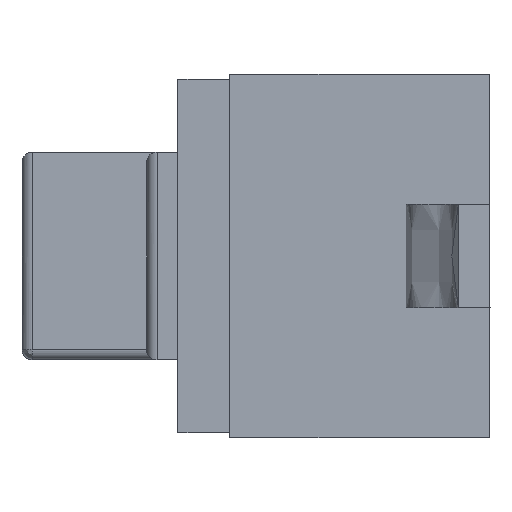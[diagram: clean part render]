
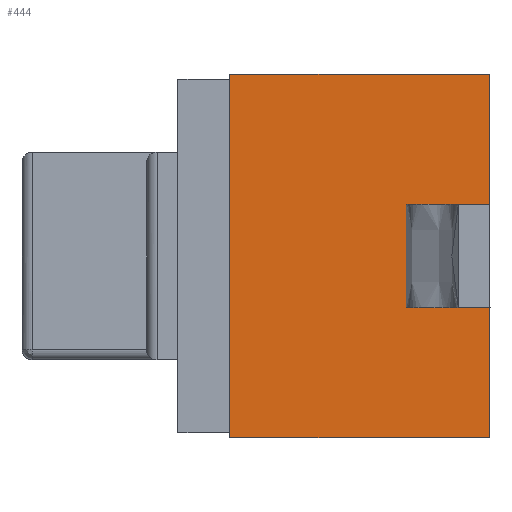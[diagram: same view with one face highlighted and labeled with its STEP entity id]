
A CAD part, left-side view. The second image highlights one B-rep face of the part: STEP entity #444.
In plain terms, the highlighted planar face has unit normal (-1, 0, 0).
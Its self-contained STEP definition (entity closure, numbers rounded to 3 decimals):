
#2 = LINE ( 'NONE', #2065, #1240 ) ;
#20 = EDGE_CURVE ( 'NONE', #2128, #2058, #81, .T. ) ;
#36 = CARTESIAN_POINT ( 'NONE',  ( -3., 0., -1.75 ) ) ;
#50 = CARTESIAN_POINT ( 'NONE',  ( -3., 0., -1.75 ) ) ;
#81 = LINE ( 'NONE', #1344, #410 ) ;
#166 = CARTESIAN_POINT ( 'NONE',  ( -3., 2.5, 1.75 ) ) ;
#176 = CARTESIAN_POINT ( 'NONE',  ( -3., 0., 1.75 ) ) ;
#188 = ORIENTED_EDGE ( 'NONE', *, *, #1489, .F. ) ;
#216 = LINE ( 'NONE', #2013, #878 ) ;
#220 = LINE ( 'NONE', #1953, #576 ) ;
#238 = VERTEX_POINT ( 'NONE', #176 ) ;
#244 = DIRECTION ( 'NONE',  ( 0., 1., 0. ) ) ;
#299 = ORIENTED_EDGE ( 'NONE', *, *, #2067, .T. ) ;
#333 = DIRECTION ( 'NONE',  ( 0., -1., 0. ) ) ;
#410 = VECTOR ( 'NONE', #1948, 1000. ) ;
#412 = ORIENTED_EDGE ( 'NONE', *, *, #20, .T. ) ;
#444 = ADVANCED_FACE ( 'NONE', ( #762, #1451 ), #1734, .F. ) ;
#518 = VERTEX_POINT ( 'NONE', #1981 ) ;
#576 = VECTOR ( 'NONE', #1407, 1000. ) ;
#605 = DIRECTION ( 'NONE',  ( 0., -1., 0. ) ) ;
#676 = CARTESIAN_POINT ( 'NONE',  ( -3., 0.5, 0.5 ) ) ;
#707 = CARTESIAN_POINT ( 'NONE',  ( -3., 0.8, -0.5 ) ) ;
#741 = ORIENTED_EDGE ( 'NONE', *, *, #951, .F. ) ;
#743 = VERTEX_POINT ( 'NONE', #1738 ) ;
#749 = EDGE_CURVE ( 'NONE', #518, #238, #1868, .T. ) ;
#762 = FACE_OUTER_BOUND ( 'NONE', #1578, .T. ) ;
#817 = LINE ( 'NONE', #988, #851 ) ;
#837 = VERTEX_POINT ( 'NONE', #707 ) ;
#851 = VECTOR ( 'NONE', #605, 1000. ) ;
#878 = VECTOR ( 'NONE', #1448, 1000. ) ;
#911 = LINE ( 'NONE', #36, #1661 ) ;
#927 = EDGE_CURVE ( 'NONE', #238, #2058, #911, .T. ) ;
#951 = EDGE_CURVE ( 'NONE', #837, #743, #817, .T. ) ;
#988 = CARTESIAN_POINT ( 'NONE',  ( -3., 0.5, -0.5 ) ) ;
#1015 = DIRECTION ( 'NONE',  ( 0., 0., -1. ) ) ;
#1054 = VECTOR ( 'NONE', #244, 1000. ) ;
#1073 = ORIENTED_EDGE ( 'NONE', *, *, #2025, .F. ) ;
#1174 = AXIS2_PLACEMENT_3D ( 'NONE', #1706, #1990, #1015 ) ;
#1211 = CARTESIAN_POINT ( 'NONE',  ( -3., 2.5, -1.75 ) ) ;
#1240 = VECTOR ( 'NONE', #1707, 1000. ) ;
#1344 = CARTESIAN_POINT ( 'NONE',  ( -3., 2.5, -1.75 ) ) ;
#1367 = ORIENTED_EDGE ( 'NONE', *, *, #2144, .F. ) ;
#1407 = DIRECTION ( 'NONE',  ( 0., 0., 1. ) ) ;
#1448 = DIRECTION ( 'NONE',  ( 0., 0., 1. ) ) ;
#1451 = FACE_BOUND ( 'NONE', #1796, .T. ) ;
#1489 = EDGE_CURVE ( 'NONE', #743, #2261, #2, .T. ) ;
#1565 = VECTOR ( 'NONE', #333, 1000. ) ;
#1578 = EDGE_LOOP ( 'NONE', ( #2358, #1367, #412, #2198 ) ) ;
#1661 = VECTOR ( 'NONE', #1745, 1000. ) ;
#1706 = CARTESIAN_POINT ( 'NONE',  ( -3., 2.5, -1.75 ) ) ;
#1707 = DIRECTION ( 'NONE',  ( 0., 0., 1. ) ) ;
#1734 = PLANE ( 'NONE',  #1174 ) ;
#1738 = CARTESIAN_POINT ( 'NONE',  ( -3., 0.5, -0.5 ) ) ;
#1745 = DIRECTION ( 'NONE',  ( 0., 0., -1. ) ) ;
#1796 = EDGE_LOOP ( 'NONE', ( #741, #299, #1073, #188 ) ) ;
#1800 = CARTESIAN_POINT ( 'NONE',  ( -3., 0.8, 0.5 ) ) ;
#1844 = CARTESIAN_POINT ( 'NONE',  ( -3., 0.8, 0.5 ) ) ;
#1845 = VERTEX_POINT ( 'NONE', #1844 ) ;
#1868 = LINE ( 'NONE', #166, #1565 ) ;
#1948 = DIRECTION ( 'NONE',  ( 0., -1., 0. ) ) ;
#1953 = CARTESIAN_POINT ( 'NONE',  ( -3., 0.8, 0. ) ) ;
#1981 = CARTESIAN_POINT ( 'NONE',  ( -3., 2.5, 1.75 ) ) ;
#1990 = DIRECTION ( 'NONE',  ( 1., 0., 0. ) ) ;
#2013 = CARTESIAN_POINT ( 'NONE',  ( -3., 2.5, -1.75 ) ) ;
#2025 = EDGE_CURVE ( 'NONE', #2261, #1845, #2453, .T. ) ;
#2058 = VERTEX_POINT ( 'NONE', #50 ) ;
#2065 = CARTESIAN_POINT ( 'NONE',  ( -3., 0.5, -1.75 ) ) ;
#2067 = EDGE_CURVE ( 'NONE', #837, #1845, #220, .T. ) ;
#2128 = VERTEX_POINT ( 'NONE', #1211 ) ;
#2144 = EDGE_CURVE ( 'NONE', #2128, #518, #216, .T. ) ;
#2198 = ORIENTED_EDGE ( 'NONE', *, *, #927, .F. ) ;
#2261 = VERTEX_POINT ( 'NONE', #676 ) ;
#2358 = ORIENTED_EDGE ( 'NONE', *, *, #749, .F. ) ;
#2453 = LINE ( 'NONE', #1800, #1054 ) ;
